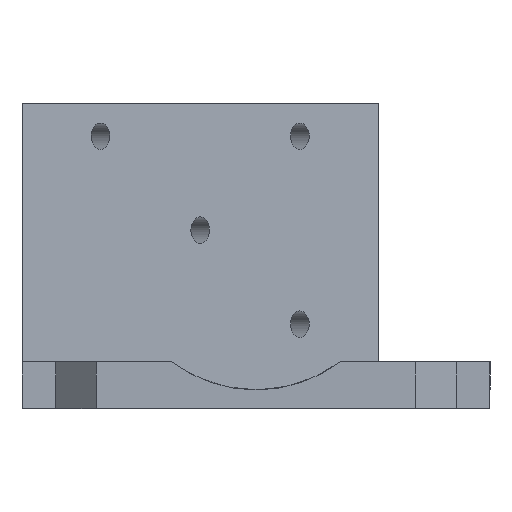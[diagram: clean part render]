
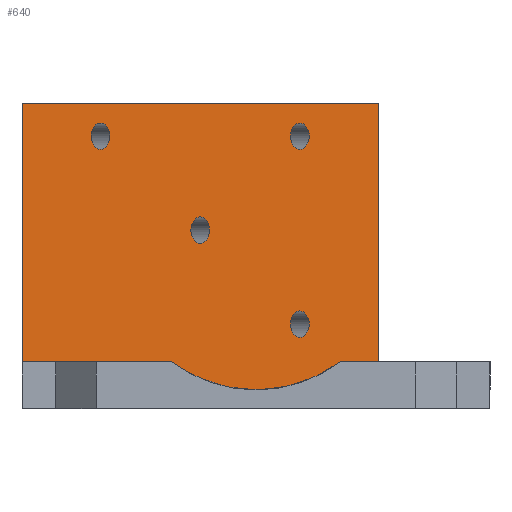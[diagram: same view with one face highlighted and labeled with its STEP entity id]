
A CAD part, front view. The second image highlights one B-rep face of the part: STEP entity #640.
In plain terms, the highlighted planar face has unit normal (0.707, -0.707, 0).
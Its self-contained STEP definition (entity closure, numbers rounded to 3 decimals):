
#15=FACE_BOUND('',#105,.T.);
#16=FACE_BOUND('',#106,.T.);
#17=FACE_BOUND('',#107,.T.);
#18=FACE_BOUND('',#108,.T.);
#26=CIRCLE('',#698,1.4);
#28=CIRCLE('',#701,1.4);
#30=CIRCLE('',#704,1.4);
#32=CIRCLE('',#707,1.4);
#37=ELLIPSE('',#686,21.072,14.9);
#38=ELLIPSE('',#693,21.072,14.9);
#72=FACE_OUTER_BOUND('',#104,.T.);
#104=EDGE_LOOP('',(#530,#531,#532,#533,#534,#535,#536));
#105=EDGE_LOOP('',(#537));
#106=EDGE_LOOP('',(#538));
#107=EDGE_LOOP('',(#539));
#108=EDGE_LOOP('',(#540));
#169=LINE('',#1006,#242);
#173=LINE('',#1015,#246);
#179=LINE('',#1043,#252);
#180=LINE('',#1045,#253);
#181=LINE('',#1046,#254);
#242=VECTOR('',#817,10.);
#246=VECTOR('',#829,10.);
#252=VECTOR('',#861,10.);
#253=VECTOR('',#862,10.);
#254=VECTOR('',#863,10.);
#303=VERTEX_POINT('',#984);
#304=VERTEX_POINT('',#987);
#307=VERTEX_POINT('',#1003);
#308=VERTEX_POINT('',#1005);
#309=VERTEX_POINT('',#1014);
#311=VERTEX_POINT('',#1020);
#313=VERTEX_POINT('',#1026);
#315=VERTEX_POINT('',#1032);
#317=VERTEX_POINT('',#1038);
#318=VERTEX_POINT('',#1042);
#319=VERTEX_POINT('',#1044);
#372=EDGE_CURVE('',#304,#303,#37,.T.);
#381=EDGE_CURVE('',#307,#308,#169,.T.);
#383=EDGE_CURVE('',#308,#304,#38,.T.);
#386=EDGE_CURVE('',#303,#309,#173,.T.);
#390=EDGE_CURVE('',#311,#311,#26,.T.);
#393=EDGE_CURVE('',#313,#313,#28,.T.);
#396=EDGE_CURVE('',#315,#315,#30,.T.);
#399=EDGE_CURVE('',#317,#317,#32,.T.);
#400=EDGE_CURVE('',#309,#318,#179,.T.);
#401=EDGE_CURVE('',#307,#319,#180,.T.);
#402=EDGE_CURVE('',#318,#319,#181,.T.);
#530=ORIENTED_EDGE('',*,*,#400,.F.);
#531=ORIENTED_EDGE('',*,*,#386,.F.);
#532=ORIENTED_EDGE('',*,*,#372,.F.);
#533=ORIENTED_EDGE('',*,*,#383,.F.);
#534=ORIENTED_EDGE('',*,*,#381,.F.);
#535=ORIENTED_EDGE('',*,*,#401,.T.);
#536=ORIENTED_EDGE('',*,*,#402,.F.);
#537=ORIENTED_EDGE('',*,*,#393,.T.);
#538=ORIENTED_EDGE('',*,*,#396,.T.);
#539=ORIENTED_EDGE('',*,*,#399,.T.);
#540=ORIENTED_EDGE('',*,*,#390,.T.);
#608=PLANE('',#708);
#640=ADVANCED_FACE('',(#72,#15,#16,#17,#18),#608,.T.);
#686=AXIS2_PLACEMENT_3D('',#989,#798,#799);
#693=AXIS2_PLACEMENT_3D('',#1009,#821,#822);
#698=AXIS2_PLACEMENT_3D('',#1022,#836,#837);
#701=AXIS2_PLACEMENT_3D('',#1028,#843,#844);
#704=AXIS2_PLACEMENT_3D('',#1034,#850,#851);
#707=AXIS2_PLACEMENT_3D('',#1040,#857,#858);
#708=AXIS2_PLACEMENT_3D('',#1041,#859,#860);
#798=DIRECTION('center_axis',(-0.707,0.707,0.));
#799=DIRECTION('ref_axis',(0.707,0.707,0.));
#817=DIRECTION('',(-0.707,-0.707,0.));
#821=DIRECTION('center_axis',(-0.707,0.707,0.));
#822=DIRECTION('ref_axis',(-0.707,-0.707,0.));
#829=DIRECTION('',(-0.707,-0.707,0.));
#836=DIRECTION('center_axis',(-0.707,0.707,0.));
#837=DIRECTION('ref_axis',(-0.707,-0.707,0.));
#843=DIRECTION('center_axis',(-0.707,0.707,0.));
#844=DIRECTION('ref_axis',(-0.707,-0.707,0.));
#850=DIRECTION('center_axis',(-0.707,0.707,0.));
#851=DIRECTION('ref_axis',(-0.707,-0.707,0.));
#857=DIRECTION('center_axis',(-0.707,0.707,0.));
#858=DIRECTION('ref_axis',(-0.707,-0.707,0.));
#859=DIRECTION('center_axis',(0.707,-0.707,0.));
#860=DIRECTION('ref_axis',(0.707,0.707,0.));
#861=DIRECTION('',(0.,0.,1.));
#862=DIRECTION('',(0.,0.,1.));
#863=DIRECTION('',(0.707,0.707,0.));
#984=CARTESIAN_POINT('',(-41.778,11.963,15.));
#987=CARTESIAN_POINT('',(-26.87,26.87,13.235));
#989=CARTESIAN_POINT('Origin',(-32.811,20.93,26.9));
#1003=CARTESIAN_POINT('',(-7.911,45.83,15.));
#1005=CARTESIAN_POINT('',(-11.963,41.778,15.));
#1006=CARTESIAN_POINT('',(-36.35,17.391,15.));
#1009=CARTESIAN_POINT('Origin',(-20.93,32.811,26.9));
#1014=CARTESIAN_POINT('',(-45.83,7.911,15.));
#1015=CARTESIAN_POINT('',(-36.35,17.391,15.));
#1020=CARTESIAN_POINT('',(-36.487,17.254,39.));
#1022=CARTESIAN_POINT('Origin',(-37.477,16.264,39.));
#1026=CARTESIAN_POINT('',(-15.274,38.467,39.));
#1028=CARTESIAN_POINT('Origin',(-16.264,37.477,39.));
#1032=CARTESIAN_POINT('',(-15.274,38.467,19.));
#1034=CARTESIAN_POINT('Origin',(-16.264,37.477,19.));
#1038=CARTESIAN_POINT('',(-25.881,27.86,29.));
#1040=CARTESIAN_POINT('Origin',(-26.87,26.87,29.));
#1041=CARTESIAN_POINT('Origin',(-45.83,7.911,15.));
#1042=CARTESIAN_POINT('',(-45.83,7.911,42.5));
#1043=CARTESIAN_POINT('',(-45.83,7.911,15.));
#1044=CARTESIAN_POINT('',(-7.911,45.83,42.5));
#1045=CARTESIAN_POINT('',(-7.911,45.83,15.));
#1046=CARTESIAN_POINT('',(-45.83,7.911,42.5));
